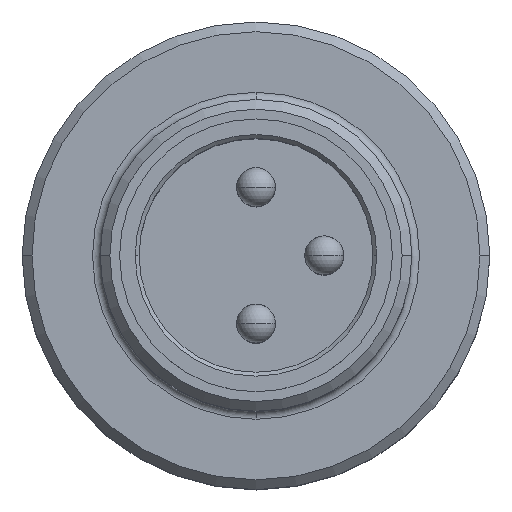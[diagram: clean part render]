
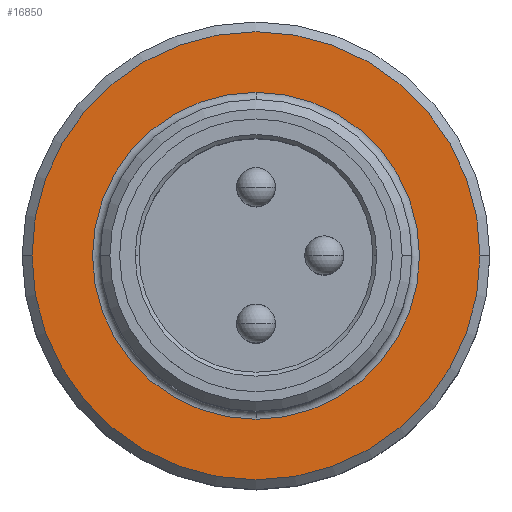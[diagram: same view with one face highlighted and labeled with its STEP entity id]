
A CAD part, top view. The second image highlights one B-rep face of the part: STEP entity #16850.
In plain terms, the highlighted face is planar.
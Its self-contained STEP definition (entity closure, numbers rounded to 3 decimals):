
#16320=CARTESIAN_POINT('',(5.75,-6.3,0.));
#16330=VERTEX_POINT('',#16320);
#16360=CARTESIAN_POINT('',(0.,-6.3,0.));
#16370=DIRECTION('',(0.,1.,0.));
#16380=DIRECTION('',(0.,0.,1.));
#16390=AXIS2_PLACEMENT_3D('',#16360,#16370,#16380);
#16400=CIRCLE('',#16390,5.75);
#16410=CARTESIAN_POINT('',(0.,-6.3,5.75));
#16420=VERTEX_POINT('',#16410);
#16430=EDGE_CURVE('',#16420,#16330,#16400,.T.);
#16450=CARTESIAN_POINT('',(-5.75,-6.3,
0.));
#16460=VERTEX_POINT('',#16450);
#16470=EDGE_CURVE('',#16460,#16420,#16400,.T.);
#16590=CARTESIAN_POINT('',(0.,-6.3,4.973));
#16600=DIRECTION('',(0.,-1.,0.));
#16610=DIRECTION('',(0.,0.,-1.));
#16620=AXIS2_PLACEMENT_3D('',#16590,#16600,#16610);
#16630=PLANE('',#16620);
#16640=ORIENTED_EDGE('',*,*,#16430,.F.);
#16650=EDGE_CURVE('',#16330,#16460,#16400,.T.);
#16660=ORIENTED_EDGE('',*,*,#16650,.F.);
#16670=ORIENTED_EDGE('',*,*,#16470,.F.);
#16680=EDGE_LOOP('',(#16670,#16660,#16640));
#16690=FACE_OUTER_BOUND('',#16680,.T.);
#16700=CARTESIAN_POINT('',(0.,-6.3,0.));
#16710=DIRECTION('',(0.,1.,0.));
#16720=DIRECTION('',(0.,0.,1.));
#16730=AXIS2_PLACEMENT_3D('',#16700,#16710,#16720);
#16740=CIRCLE('',#16730,4.195);
#16750=CARTESIAN_POINT('',(0.,-6.3,-4.195));
#16760=VERTEX_POINT('',#16750);
#16770=CARTESIAN_POINT('',(0.,-6.3,4.195));
#16780=VERTEX_POINT('',#16770);
#16790=EDGE_CURVE('',#16760,#16780,#16740,.T.);
#16800=ORIENTED_EDGE('',*,*,#16790,.T.);
#16810=EDGE_CURVE('',#16780,#16760,#16740,.T.);
#16820=ORIENTED_EDGE('',*,*,#16810,.T.);
#16830=EDGE_LOOP('',(#16820,#16800));
#16840=FACE_BOUND('',#16830,.T.);
#16850=ADVANCED_FACE('',(#16690,#16840),#16630,.T.);
